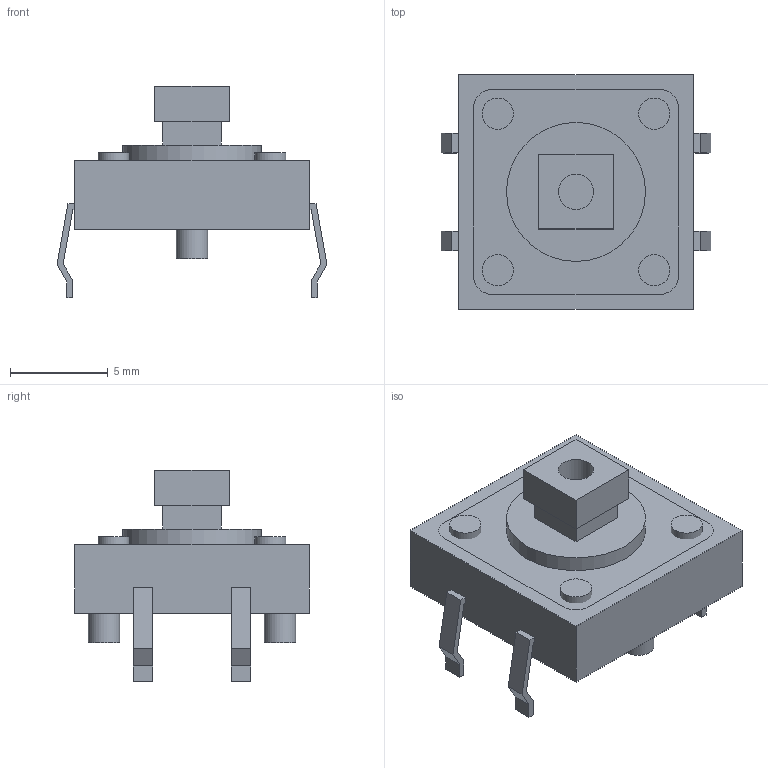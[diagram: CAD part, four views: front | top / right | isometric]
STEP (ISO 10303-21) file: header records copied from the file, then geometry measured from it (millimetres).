
FILE_DESCRIPTION(('FreeCAD Model'),'2;1');
FILE_NAME('Open CASCADE Shape Model','2021-05-22T00:45:40',('Author'),( ''),'Open CASCADE STEP processor 7.4','FreeCAD','Unknown');
FILE_SCHEMA(('AUTOMOTIVE_DESIGN { 1 0 10303 214 1 1 1 1 }'));
Length unit declared in the file: millimetre
Products named in the file (1): B3F-4050
Bounding box: 13.8 x 12 x 10.8 mm (x, y, z)
Volume: 552.3 mm3; surface area: 870.2 mm2
Topology: 7 solids, 7 shells, 103 faces, 236 edges, 158 vertices
Faces by surface type: plane 85, cylinder 18
Full cylindrical faces by diameter (mm): 1.6 x6, 1.8 x1, 7.1 x3
Entity records: 3589 total; most frequent: CARTESIAN_POINT 508, DIRECTION 472, ORIENTED_EDGE 472, EDGE_CURVE 236, LINE 188, VECTOR 188, VERTEX_POINT 158, AXIS2_PLACEMENT_3D 142
